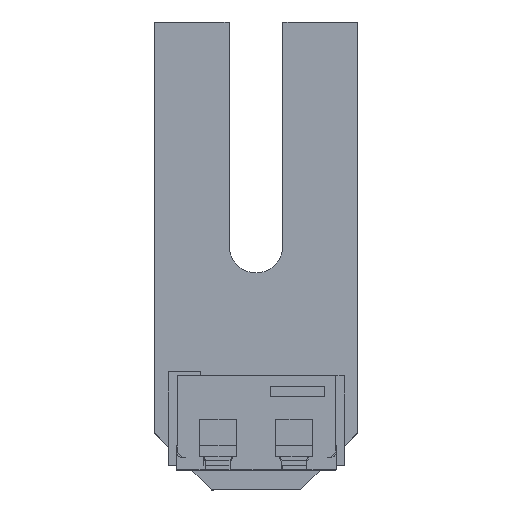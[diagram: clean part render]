
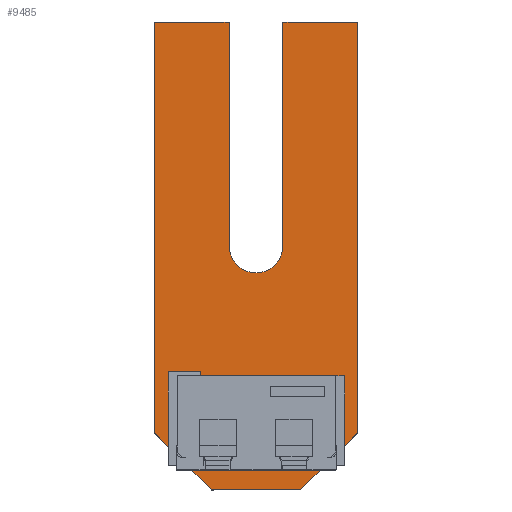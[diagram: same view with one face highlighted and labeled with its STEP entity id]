
A CAD part, top view. The second image highlights one B-rep face of the part: STEP entity #9485.
In plain terms, the highlighted planar face has unit normal (0, 0, 1).
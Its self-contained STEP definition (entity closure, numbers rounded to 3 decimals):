
#576=CIRCLE('',#10069,3.366);
#709=FACE_OUTER_BOUND('',#1252,.T.);
#1252=EDGE_LOOP('',(#6901,#6902,#6903,#6904,#6905,#6906,#6907,#6908,#6909,
#6910));
#1961=LINE('',#12802,#3030);
#2041=LINE('',#13731,#3110);
#2044=LINE('',#13737,#3113);
#2048=LINE('',#13746,#3117);
#2052=LINE('',#13753,#3121);
#2055=LINE('',#13759,#3124);
#2058=LINE('',#13765,#3127);
#2060=LINE('',#13768,#3129);
#2064=LINE('',#13775,#3133);
#3030=VECTOR('',#10853,1000.);
#3110=VECTOR('',#10935,1000.);
#3113=VECTOR('',#10940,1000.);
#3117=VECTOR('',#10946,1000.);
#3121=VECTOR('',#10952,1000.);
#3124=VECTOR('',#10957,1000.);
#3127=VECTOR('',#10962,1000.);
#3129=VECTOR('',#10966,1000.);
#3133=VECTOR('',#10972,1000.);
#4022=VERTEX_POINT('',#12787);
#4023=VERTEX_POINT('',#12788);
#4028=VERTEX_POINT('',#12799);
#4029=VERTEX_POINT('',#12801);
#4162=VERTEX_POINT('',#13729);
#4163=VERTEX_POINT('',#13733);
#4168=VERTEX_POINT('',#13744);
#4170=VERTEX_POINT('',#13751);
#4172=VERTEX_POINT('',#13757);
#4174=VERTEX_POINT('',#13763);
#5052=EDGE_CURVE('',#4022,#4023,#576,.T.);
#5058=EDGE_CURVE('',#4028,#4029,#1961,.T.);
#5193=EDGE_CURVE('',#4162,#4023,#2041,.T.);
#5196=EDGE_CURVE('',#4022,#4163,#2044,.T.);
#5200=EDGE_CURVE('',#4168,#4162,#2048,.T.);
#5204=EDGE_CURVE('',#4170,#4168,#2052,.T.);
#5207=EDGE_CURVE('',#4172,#4170,#2055,.T.);
#5210=EDGE_CURVE('',#4174,#4172,#2058,.T.);
#5212=EDGE_CURVE('',#4174,#4029,#2060,.T.);
#5216=EDGE_CURVE('',#4028,#4163,#2064,.T.);
#6901=ORIENTED_EDGE('',*,*,#5052,.T.);
#6902=ORIENTED_EDGE('',*,*,#5193,.F.);
#6903=ORIENTED_EDGE('',*,*,#5200,.F.);
#6904=ORIENTED_EDGE('',*,*,#5204,.F.);
#6905=ORIENTED_EDGE('',*,*,#5207,.F.);
#6906=ORIENTED_EDGE('',*,*,#5210,.F.);
#6907=ORIENTED_EDGE('',*,*,#5212,.T.);
#6908=ORIENTED_EDGE('',*,*,#5058,.F.);
#6909=ORIENTED_EDGE('',*,*,#5216,.T.);
#6910=ORIENTED_EDGE('',*,*,#5196,.F.);
#9121=PLANE('',#10080);
#9485=ADVANCED_FACE('',(#709),#9121,.F.);
#10069=AXIS2_PLACEMENT_3D('',#12789,#10843,#10844);
#10080=AXIS2_PLACEMENT_3D('',#13776,#10973,#10974);
#10843=DIRECTION('center_axis',(0.,0.,
-1.));
#10844=DIRECTION('ref_axis',(0.,-1.,0.));
#10853=DIRECTION('',(0.,-1.,0.));
#10935=DIRECTION('',(0.,-1.,0.));
#10940=DIRECTION('',(0.,1.,0.));
#10946=DIRECTION('',(1.,0.,0.));
#10952=DIRECTION('',(0.,1.,0.));
#10957=DIRECTION('',(-0.707,0.707,0.));
#10962=DIRECTION('',(-1.,0.,0.));
#10966=DIRECTION('',(0.707,0.707,0.));
#10972=DIRECTION('',(-1.,0.,0.));
#10973=DIRECTION('center_axis',(0.,0.,
-1.));
#10974=DIRECTION('ref_axis',(0.,-1.,0.));
#12787=CARTESIAN_POINT('',(3.176,19.916,0.072));
#12788=CARTESIAN_POINT('',(-3.555,19.916,0.072));
#12789=CARTESIAN_POINT('Origin',(-0.19,19.916,0.072));
#12799=CARTESIAN_POINT('',(12.51,47.856,0.072));
#12801=CARTESIAN_POINT('',(12.51,-3.452,0.072));
#12802=CARTESIAN_POINT('',(12.51,18.646,0.072));
#13729=CARTESIAN_POINT('',(-3.555,47.856,0.072));
#13731=CARTESIAN_POINT('',(-3.555,18.646,0.072));
#13733=CARTESIAN_POINT('',(3.176,47.856,0.072));
#13737=CARTESIAN_POINT('',(3.176,18.646,0.072));
#13744=CARTESIAN_POINT('',(-12.89,47.856,0.072));
#13746=CARTESIAN_POINT('',(49.501,47.856,0.072));
#13751=CARTESIAN_POINT('',(-12.89,-3.452,0.072));
#13753=CARTESIAN_POINT('',(-12.89,18.646,0.072));
#13757=CARTESIAN_POINT('',(-5.778,-10.564,0.072));
#13759=CARTESIAN_POINT('',(7.257,-23.599,0.072));
#13763=CARTESIAN_POINT('',(5.398,-10.564,0.072));
#13765=CARTESIAN_POINT('',(49.501,-10.564,0.072));
#13768=CARTESIAN_POINT('',(42.055,26.092,0.072));
#13775=CARTESIAN_POINT('',(49.501,47.856,0.072));
#13776=CARTESIAN_POINT('Origin',(49.501,18.646,0.072));
